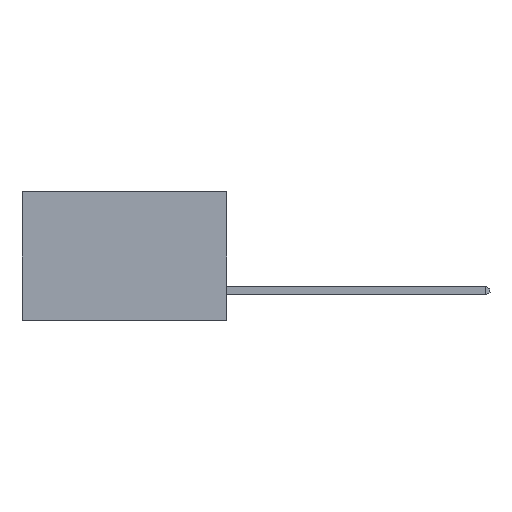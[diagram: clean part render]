
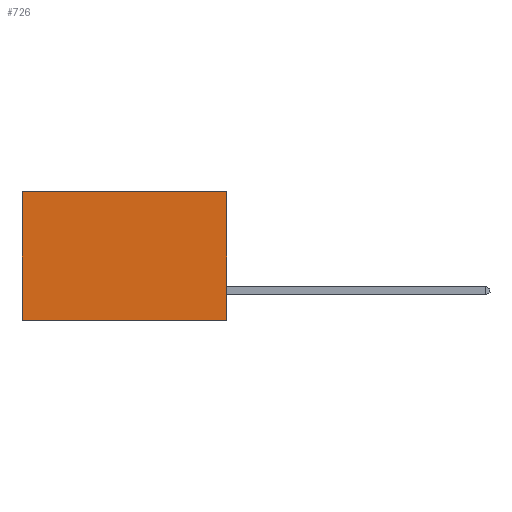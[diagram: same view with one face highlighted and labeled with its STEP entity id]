
A CAD part, left-side view. The second image highlights one B-rep face of the part: STEP entity #726.
In plain terms, the highlighted planar face has unit normal (-1, 0, 0).
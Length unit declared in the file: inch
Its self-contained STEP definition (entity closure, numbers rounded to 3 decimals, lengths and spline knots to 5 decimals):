
#99 = ORIENTED_EDGE ( 'NONE', *, *, #4029, .F. ) ;
#242 = VECTOR ( 'NONE', #3102, 39.37008 ) ;
#726 = ADVANCED_FACE ( 'NONE', ( #9499 ), #6602, .F. ) ;
#1036 = VERTEX_POINT ( 'NONE', #7959 ) ;
#1059 = VERTEX_POINT ( 'NONE', #8253 ) ;
#1396 = ORIENTED_EDGE ( 'NONE', *, *, #9502, .T. ) ;
#2399 = CARTESIAN_POINT ( 'NONE',  ( 0.277, 0.59, -0.37 ) ) ;
#2453 = LINE ( 'NONE', #3855, #10199 ) ;
#2859 = ORIENTED_EDGE ( 'NONE', *, *, #3831, .F. ) ;
#3102 = DIRECTION ( 'NONE',  ( 0., 0., -1. ) ) ;
#3313 = CARTESIAN_POINT ( 'NONE',  ( 0.277, 0., -0.37 ) ) ;
#3831 = EDGE_CURVE ( 'NONE', #1036, #10193, #10063, .T. ) ;
#3855 = CARTESIAN_POINT ( 'NONE',  ( 0.277, 0., 0. ) ) ;
#3924 = DIRECTION ( 'NONE',  ( 0., 1., 0. ) ) ;
#4029 = EDGE_CURVE ( 'NONE', #1059, #1036, #6712, .T. ) ;
#4572 = CARTESIAN_POINT ( 'NONE',  ( 0.277, 0.59, 0. ) ) ;
#4645 = CARTESIAN_POINT ( 'NONE',  ( 0.277, 0., -0.37 ) ) ;
#5030 = DIRECTION ( 'NONE',  ( 0., 0., -1. ) ) ;
#5085 = CARTESIAN_POINT ( 'NONE',  ( 0.277, 0., -0.37 ) ) ;
#5146 = CARTESIAN_POINT ( 'NONE',  ( 0.277, 0.59, -0.37 ) ) ;
#5189 = DIRECTION ( 'NONE',  ( 0., 1., 0. ) ) ;
#5304 = ORIENTED_EDGE ( 'NONE', *, *, #6016, .T. ) ;
#5753 = VECTOR ( 'NONE', #5030, 39.37008 ) ;
#5871 = VERTEX_POINT ( 'NONE', #4572 ) ;
#5991 = LINE ( 'NONE', #5146, #5753 ) ;
#6016 = EDGE_CURVE ( 'NONE', #1059, #5871, #2453, .T. ) ;
#6117 = VECTOR ( 'NONE', #5189, 39.37008 ) ;
#6515 = DIRECTION ( 'NONE',  ( 1., 0., 0. ) ) ;
#6602 = PLANE ( 'NONE',  #6918 ) ;
#6669 = DIRECTION ( 'NONE',  ( 0., 0., -1. ) ) ;
#6712 = LINE ( 'NONE', #3313, #242 ) ;
#6918 = AXIS2_PLACEMENT_3D ( 'NONE', #4645, #6515, #6669 ) ;
#7032 = EDGE_LOOP ( 'NONE', ( #1396, #2859, #99, #5304 ) ) ;
#7959 = CARTESIAN_POINT ( 'NONE',  ( 0.277, 0., -0.37 ) ) ;
#8253 = CARTESIAN_POINT ( 'NONE',  ( 0.277, 0., 0. ) ) ;
#9499 = FACE_OUTER_BOUND ( 'NONE', #7032, .T. ) ;
#9502 = EDGE_CURVE ( 'NONE', #5871, #10193, #5991, .T. ) ;
#10063 = LINE ( 'NONE', #5085, #6117 ) ;
#10193 = VERTEX_POINT ( 'NONE', #2399 ) ;
#10199 = VECTOR ( 'NONE', #3924, 39.37008 ) ;
